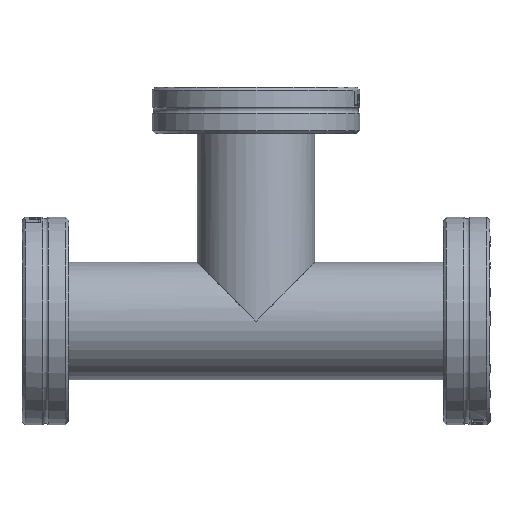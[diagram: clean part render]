
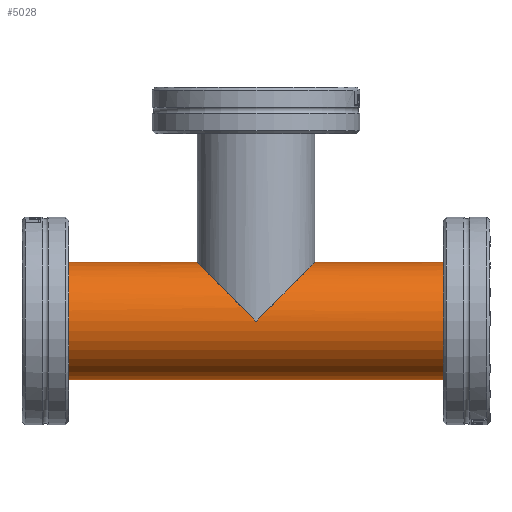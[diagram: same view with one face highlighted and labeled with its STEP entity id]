
A CAD part, left-side view. The second image highlights one B-rep face of the part: STEP entity #5028.
In plain terms, the highlighted cylindrical face has radius 9.55 mm (diameter 19.1 mm), a full revolution.
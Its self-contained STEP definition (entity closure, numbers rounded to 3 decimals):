
#193=ELLIPSE('',#5597,13.506,9.55);
#196=ELLIPSE('',#5600,13.506,9.55);
#197=ELLIPSE('',#5602,13.506,9.55);
#200=ELLIPSE('',#5605,13.506,9.55);
#435=CYLINDRICAL_SURFACE('',#5606,9.55);
#854=FACE_OUTER_BOUND('',#1172,.T.);
#1172=EDGE_LOOP('',(#4680,#4681,#4682,#4683,#4684,#4685,#4686,#4687,#4688,
#4689));
#1467=LINE('',#11691,#1758);
#1468=LINE('',#11693,#1759);
#1758=VECTOR('',#6824,9.55);
#1759=VECTOR('',#6825,9.55);
#1971=CIRCLE('',#5607,9.55);
#1972=CIRCLE('',#5608,9.55);
#2458=VERTEX_POINT('',#11669);
#2459=VERTEX_POINT('',#11670);
#2463=VERTEX_POINT('',#11678);
#2464=VERTEX_POINT('',#11682);
#2466=VERTEX_POINT('',#11689);
#2467=VERTEX_POINT('',#11692);
#3198=EDGE_CURVE('',#2458,#2459,#193,.T.);
#3203=EDGE_CURVE('',#2459,#2463,#196,.T.);
#3204=EDGE_CURVE('',#2463,#2464,#197,.T.);
#3207=EDGE_CURVE('',#2464,#2458,#200,.T.);
#3208=EDGE_CURVE('',#2466,#2466,#1971,.T.);
#3209=EDGE_CURVE('',#2466,#2459,#1467,.T.);
#3210=EDGE_CURVE('',#2464,#2467,#1468,.T.);
#3211=EDGE_CURVE('',#2467,#2467,#1972,.T.);
#4680=ORIENTED_EDGE('',*,*,#3208,.F.);
#4681=ORIENTED_EDGE('',*,*,#3209,.T.);
#4682=ORIENTED_EDGE('',*,*,#3203,.T.);
#4683=ORIENTED_EDGE('',*,*,#3204,.T.);
#4684=ORIENTED_EDGE('',*,*,#3210,.T.);
#4685=ORIENTED_EDGE('',*,*,#3211,.F.);
#4686=ORIENTED_EDGE('',*,*,#3210,.F.);
#4687=ORIENTED_EDGE('',*,*,#3207,.T.);
#4688=ORIENTED_EDGE('',*,*,#3198,.T.);
#4689=ORIENTED_EDGE('',*,*,#3209,.F.);
#5028=ADVANCED_FACE('',(#854),#435,.T.);
#5597=AXIS2_PLACEMENT_3D('',#11671,#6800,#6801);
#5600=AXIS2_PLACEMENT_3D('',#11680,#6808,#6809);
#5602=AXIS2_PLACEMENT_3D('',#11683,#6812,#6813);
#5605=AXIS2_PLACEMENT_3D('',#11687,#6818,#6819);
#5606=AXIS2_PLACEMENT_3D('',#11688,#6820,#6821);
#5607=AXIS2_PLACEMENT_3D('',#11690,#6822,#6823);
#5608=AXIS2_PLACEMENT_3D('',#11694,#6826,#6827);
#6800=DIRECTION('center_axis',(-0.707,0.,
0.707));
#6801=DIRECTION('ref_axis',(-0.707,0.,-0.707));
#6808=DIRECTION('center_axis',(-0.707,0.,
0.707));
#6809=DIRECTION('ref_axis',(-0.707,0.,-0.707));
#6812=DIRECTION('center_axis',(-0.707,0.,
-0.707));
#6813=DIRECTION('ref_axis',(-0.707,0.,0.707));
#6818=DIRECTION('center_axis',(-0.707,0.,
-0.707));
#6819=DIRECTION('ref_axis',(-0.707,0.,0.707));
#6820=DIRECTION('center_axis',(0.,0.,1.));
#6821=DIRECTION('ref_axis',(-1.,0.,0.));
#6822=DIRECTION('center_axis',(0.,0.,1.));
#6823=DIRECTION('ref_axis',(-1.,0.,0.));
#6824=DIRECTION('',(0.,0.,-1.));
#6825=DIRECTION('',(0.,0.,-1.));
#6826=DIRECTION('center_axis',(0.,0.,-1.));
#6827=DIRECTION('ref_axis',(-1.,0.,0.));
#11669=CARTESIAN_POINT('',(0.,-9.55,33.7));
#11670=CARTESIAN_POINT('',(9.55,0.,43.25));
#11671=CARTESIAN_POINT('Origin',(0.,0.,33.7));
#11678=CARTESIAN_POINT('',(0.,9.55,33.7));
#11680=CARTESIAN_POINT('Origin',(0.,0.,33.7));
#11682=CARTESIAN_POINT('',(9.55,0.,24.15));
#11683=CARTESIAN_POINT('Origin',(0.,0.,33.7));
#11687=CARTESIAN_POINT('Origin',(0.,0.,33.7));
#11688=CARTESIAN_POINT('Origin',(0.,0.,0.));
#11689=CARTESIAN_POINT('',(9.55,0.,67.4));
#11690=CARTESIAN_POINT('Origin',(0.,0.,67.4));
#11691=CARTESIAN_POINT('',(9.55,0.,0.));
#11692=CARTESIAN_POINT('',(9.55,0.,0.));
#11693=CARTESIAN_POINT('',(9.55,0.,0.));
#11694=CARTESIAN_POINT('Origin',(0.,0.,0.));
